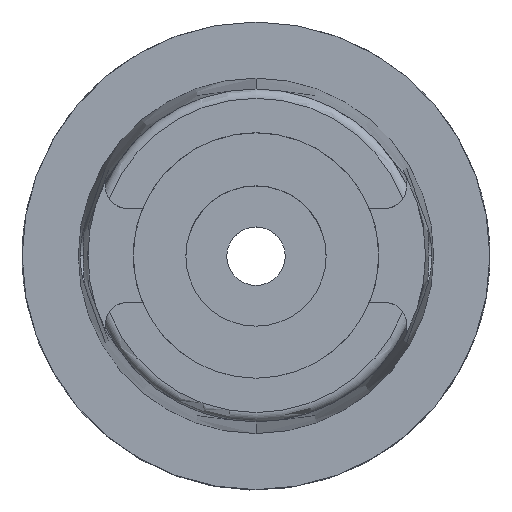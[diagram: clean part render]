
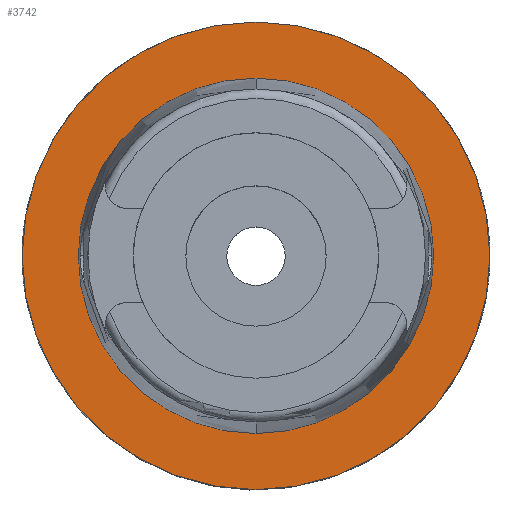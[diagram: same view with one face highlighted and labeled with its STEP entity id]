
A CAD part, top view. The second image highlights one B-rep face of the part: STEP entity #3742.
In plain terms, the highlighted planar face has unit normal (0, 0, 1).
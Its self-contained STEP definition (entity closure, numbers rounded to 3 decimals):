
#4 = DIRECTION ( 'NONE',  ( 0., 0., 1. ) ) ;
#108 = CARTESIAN_POINT ( 'NONE',  ( 0., 0., 0. ) ) ;
#170 = AXIS2_PLACEMENT_3D ( 'NONE', #108, #2147, #3004 ) ;
#224 = DIRECTION ( 'NONE',  ( 0., -1., 0. ) ) ;
#363 = CARTESIAN_POINT ( 'NONE',  ( 0., 15.2, 0. ) ) ;
#373 = EDGE_LOOP ( 'NONE', ( #3027, #1988 ) ) ;
#541 = VERTEX_POINT ( 'NONE', #644 ) ;
#644 = CARTESIAN_POINT ( 'NONE',  ( 0., -15.2, 0. ) ) ;
#1156 = DIRECTION ( 'NONE',  ( 0., 0., -1. ) ) ;
#1307 = AXIS2_PLACEMENT_3D ( 'NONE', #5102, #4, #1656 ) ;
#1482 = CIRCLE ( 'NONE', #1307, 15.2 ) ;
#1615 = EDGE_CURVE ( 'NONE', #2781, #2472, #5119, .T. ) ;
#1656 = DIRECTION ( 'NONE',  ( 0., -1., 0. ) ) ;
#1708 = CARTESIAN_POINT ( 'NONE',  ( 0., -20., 0. ) ) ;
#1726 = CARTESIAN_POINT ( 'NONE',  ( 0., 20., 0. ) ) ;
#1988 = ORIENTED_EDGE ( 'NONE', *, *, #2704, .F. ) ;
#2147 = DIRECTION ( 'NONE',  ( 0., 0., 1. ) ) ;
#2191 = DIRECTION ( 'NONE',  ( 0., 1., 0. ) ) ;
#2212 = FACE_OUTER_BOUND ( 'NONE', #2504, .T. ) ;
#2440 = AXIS2_PLACEMENT_3D ( 'NONE', #2638, #3885, #4274 ) ;
#2472 = VERTEX_POINT ( 'NONE', #1726 ) ;
#2504 = EDGE_LOOP ( 'NONE', ( #3549, #4907 ) ) ;
#2638 = CARTESIAN_POINT ( 'NONE',  ( 0., 0., 0. ) ) ;
#2704 = EDGE_CURVE ( 'NONE', #541, #2989, #1482, .T. ) ;
#2781 = VERTEX_POINT ( 'NONE', #1708 ) ;
#2985 = DIRECTION ( 'NONE',  ( 0., 0., -1. ) ) ;
#2989 = VERTEX_POINT ( 'NONE', #363 ) ;
#3004 = DIRECTION ( 'NONE',  ( 0., 1., 0. ) ) ;
#3018 = CARTESIAN_POINT ( 'NONE',  ( 0., 0., 0. ) ) ;
#3027 = ORIENTED_EDGE ( 'NONE', *, *, #4021, .F. ) ;
#3238 = EDGE_CURVE ( 'NONE', #2472, #2781, #4204, .T. ) ;
#3549 = ORIENTED_EDGE ( 'NONE', *, *, #3238, .F. ) ;
#3742 = ADVANCED_FACE ( 'NONE', ( #2212, #4748 ), #5158, .F. ) ;
#3885 = DIRECTION ( 'NONE',  ( 0., 0., -1. ) ) ;
#3946 = CIRCLE ( 'NONE', #170, 15.2 ) ;
#4021 = EDGE_CURVE ( 'NONE', #2989, #541, #3946, .T. ) ;
#4204 = CIRCLE ( 'NONE', #5186, 20. ) ;
#4274 = DIRECTION ( 'NONE',  ( 0., -1., 0. ) ) ;
#4469 = CARTESIAN_POINT ( 'NONE',  ( 0., 0., 0. ) ) ;
#4748 = FACE_BOUND ( 'NONE', #373, .T. ) ;
#4772 = AXIS2_PLACEMENT_3D ( 'NONE', #4469, #1156, #224 ) ;
#4907 = ORIENTED_EDGE ( 'NONE', *, *, #1615, .F. ) ;
#5102 = CARTESIAN_POINT ( 'NONE',  ( 0., 0., 0. ) ) ;
#5119 = CIRCLE ( 'NONE', #4772, 20. ) ;
#5158 = PLANE ( 'NONE',  #2440 ) ;
#5186 = AXIS2_PLACEMENT_3D ( 'NONE', #3018, #2985, #2191 ) ;
